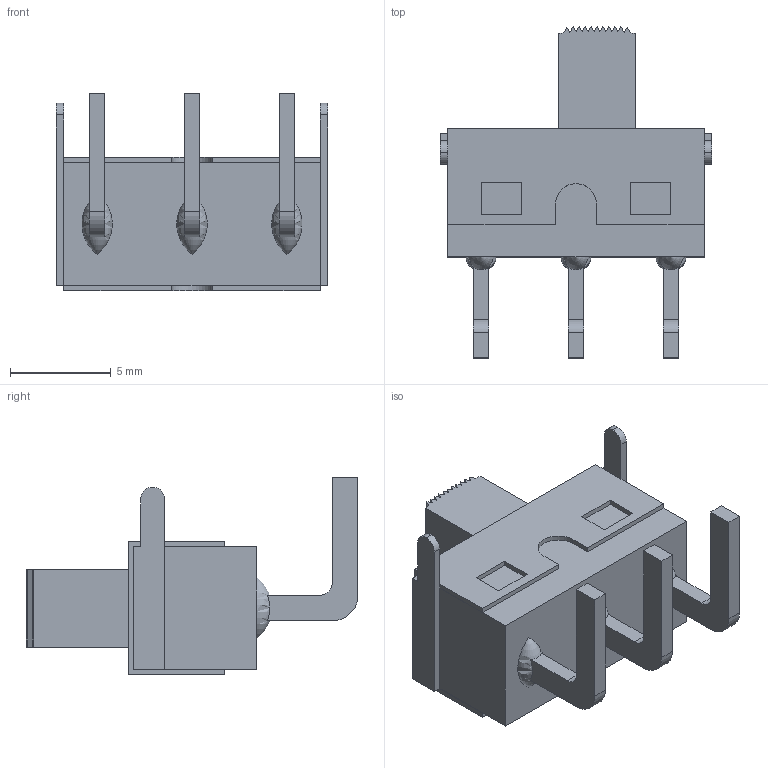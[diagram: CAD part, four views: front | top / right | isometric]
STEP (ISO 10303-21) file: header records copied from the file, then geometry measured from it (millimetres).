
FILE_DESCRIPTION(('STEP AP214'),'1');
FILE_NAME('7347296.stp','2023-12-14T07:54:10',('TraceParts'),('TraceParts S.A.'),'Spatial InterOp 3D',' ',' ');
FILE_SCHEMA(('AUTOMOTIVE_DESIGN { 1 0 10303 214 1 1 1 1 }'));
Length unit declared in the file: millimetre
Products named in the file (1): 7347296
Bounding box: 13.42 x 16.43 x 9.78 mm (x, y, z)
Volume: 629.9 mm3; surface area: 889.6 mm2
Topology: 1 solids, 1 shells, 124 faces, 347 edges, 224 vertices
Faces by surface type: plane 107, cylinder 14, torus 3
Entity records: 5049 total; most frequent: CARTESIAN_POINT 834, ORIENTED_EDGE 682, DIRECTION 625, EDGE_CURVE 341, LINE 295, VECTOR 295, VERTEX_POINT 224, AXIS2_PLACEMENT_3D 165
